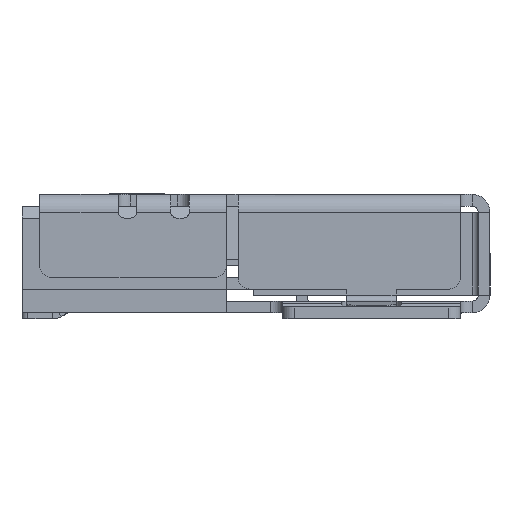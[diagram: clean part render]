
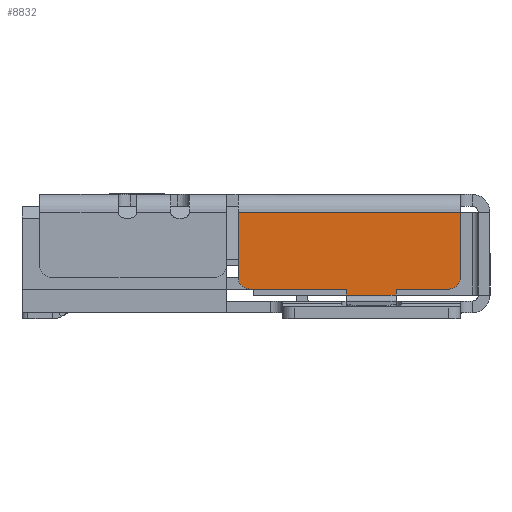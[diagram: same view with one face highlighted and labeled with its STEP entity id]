
A CAD part, left-side view. The second image highlights one B-rep face of the part: STEP entity #8832.
In plain terms, the highlighted planar face has unit normal (-1, 0, 0).
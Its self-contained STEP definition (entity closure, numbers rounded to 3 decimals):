
#345 = CARTESIAN_POINT ( 'NONE',  ( -7., -0.272, -0.7 ) ) ;
#653 = DIRECTION ( 'NONE',  ( 0., 0., -1. ) ) ;
#1708 = ORIENTED_EDGE ( 'NONE', *, *, #4910, .T. ) ;
#2100 = VERTEX_POINT ( 'NONE', #22723 ) ;
#2208 = LINE ( 'NONE', #13317, #7308 ) ;
#2847 = CARTESIAN_POINT ( 'NONE',  ( -7., -2.147, -0.8 ) ) ;
#3808 = VERTEX_POINT ( 'NONE', #18897 ) ;
#3959 = ORIENTED_EDGE ( 'NONE', *, *, #4456, .T. ) ;
#4099 = VERTEX_POINT ( 'NONE', #23608 ) ;
#4456 = EDGE_CURVE ( 'NONE', #18081, #18022, #21580, .T. ) ;
#4594 = CARTESIAN_POINT ( 'NONE',  ( -7., -2.047, -0.8 ) ) ;
#4910 = EDGE_CURVE ( 'NONE', #29695, #2100, #2208, .T. ) ;
#5566 = ORIENTED_EDGE ( 'NONE', *, *, #22205, .F. ) ;
#6666 = LINE ( 'NONE', #28322, #14595 ) ;
#7215 = DIRECTION ( 'NONE',  ( -1., 0., 0. ) ) ;
#7285 = DIRECTION ( 'NONE',  ( -1., 0., 0. ) ) ;
#7308 = VECTOR ( 'NONE', #16192, 1000. ) ;
#7702 = VERTEX_POINT ( 'NONE', #24172 ) ;
#7862 = AXIS2_PLACEMENT_3D ( 'NONE', #34291, #7285, #9800 ) ;
#8191 = EDGE_CURVE ( 'NONE', #7702, #32661, #21445, .T. ) ;
#8489 = DIRECTION ( 'NONE',  ( 0., 0., 1. ) ) ;
#8832 = ADVANCED_FACE ( 'NONE', ( #25994 ), #34219, .T. ) ;
#9800 = DIRECTION ( 'NONE',  ( 0., 0., 1. ) ) ;
#9895 = DIRECTION ( 'NONE',  ( 0., 1., 0. ) ) ;
#10973 = DIRECTION ( 'NONE',  ( 0., 1., 0. ) ) ;
#11062 = CARTESIAN_POINT ( 'NONE',  ( -7., -0.272, -0.1 ) ) ;
#11371 = ORIENTED_EDGE ( 'NONE', *, *, #14252, .F. ) ;
#13317 = CARTESIAN_POINT ( 'NONE',  ( -7., -1.605, -0.85 ) ) ;
#13625 = DIRECTION ( 'NONE',  ( 0., 0., 1. ) ) ;
#13653 = CARTESIAN_POINT ( 'NONE',  ( -7., -0.372, -0.8 ) ) ;
#14252 = EDGE_CURVE ( 'NONE', #21596, #4099, #19097, .T. ) ;
#14333 = ORIENTED_EDGE ( 'NONE', *, *, #32595, .F. ) ;
#14595 = VECTOR ( 'NONE', #9895, 1000. ) ;
#15029 = ORIENTED_EDGE ( 'NONE', *, *, #15669, .T. ) ;
#15659 = AXIS2_PLACEMENT_3D ( 'NONE', #19027, #16035, #8489 ) ;
#15669 = EDGE_CURVE ( 'NONE', #17329, #4099, #6666, .T. ) ;
#16011 = EDGE_CURVE ( 'NONE', #18081, #2100, #22577, .T. ) ;
#16035 = DIRECTION ( 'NONE',  ( -1., 0., 0. ) ) ;
#16192 = DIRECTION ( 'NONE',  ( 0., 0., 1. ) ) ;
#16960 = DIRECTION ( 'NONE',  ( 0., 0., 1. ) ) ;
#17329 = VERTEX_POINT ( 'NONE', #21765 ) ;
#17411 = CARTESIAN_POINT ( 'NONE',  ( -7., 0., 0. ) ) ;
#17564 = ORIENTED_EDGE ( 'NONE', *, *, #19348, .F. ) ;
#18022 = VERTEX_POINT ( 'NONE', #31270 ) ;
#18081 = VERTEX_POINT ( 'NONE', #4594 ) ;
#18897 = CARTESIAN_POINT ( 'NONE',  ( -7., -1.185, -0.85 ) ) ;
#18904 = VECTOR ( 'NONE', #16960, 1000. ) ;
#19027 = CARTESIAN_POINT ( 'NONE',  ( -7., -0.372, -0.7 ) ) ;
#19097 = LINE ( 'NONE', #11062, #18904 ) ;
#19348 = EDGE_CURVE ( 'NONE', #3808, #7702, #29539, .T. ) ;
#19642 = CIRCLE ( 'NONE', #15659, 0.1 ) ;
#19833 = LINE ( 'NONE', #2847, #20233 ) ;
#20233 = VECTOR ( 'NONE', #653, 1000. ) ;
#21260 = DIRECTION ( 'NONE',  ( 0., 1., 0. ) ) ;
#21445 = LINE ( 'NONE', #21633, #21503 ) ;
#21503 = VECTOR ( 'NONE', #21260, 1000. ) ;
#21580 = CIRCLE ( 'NONE', #7862, 0.1 ) ;
#21596 = VERTEX_POINT ( 'NONE', #345 ) ;
#21633 = CARTESIAN_POINT ( 'NONE',  ( -7., -0.272, -0.8 ) ) ;
#21765 = CARTESIAN_POINT ( 'NONE',  ( -7., -2.147, -0.15 ) ) ;
#22205 = EDGE_CURVE ( 'NONE', #17329, #18022, #19833, .T. ) ;
#22577 = LINE ( 'NONE', #25100, #33429 ) ;
#22723 = CARTESIAN_POINT ( 'NONE',  ( -7., -1.605, -0.8 ) ) ;
#23508 = DIRECTION ( 'NONE',  ( 0., 0., 1. ) ) ;
#23608 = CARTESIAN_POINT ( 'NONE',  ( -7., -0.272, -0.15 ) ) ;
#24172 = CARTESIAN_POINT ( 'NONE',  ( -7., -1.185, -0.8 ) ) ;
#24863 = CARTESIAN_POINT ( 'NONE',  ( -7., -1.185, -0.85 ) ) ;
#25100 = CARTESIAN_POINT ( 'NONE',  ( -7., -0.272, -0.8 ) ) ;
#25518 = AXIS2_PLACEMENT_3D ( 'NONE', #17411, #7215, #23508 ) ;
#25680 = ORIENTED_EDGE ( 'NONE', *, *, #28590, .T. ) ;
#25994 = FACE_OUTER_BOUND ( 'NONE', #34087, .T. ) ;
#27577 = CARTESIAN_POINT ( 'NONE',  ( -7., -1.605, -0.85 ) ) ;
#28322 = CARTESIAN_POINT ( 'NONE',  ( -7., 0., -0.15 ) ) ;
#28437 = CARTESIAN_POINT ( 'NONE',  ( -7., -1.605, -0.85 ) ) ;
#28590 = EDGE_CURVE ( 'NONE', #21596, #32661, #19642, .T. ) ;
#29290 = VECTOR ( 'NONE', #13625, 1000. ) ;
#29539 = LINE ( 'NONE', #24863, #29290 ) ;
#29695 = VERTEX_POINT ( 'NONE', #28437 ) ;
#30153 = VECTOR ( 'NONE', #33133, 1000. ) ;
#30552 = ORIENTED_EDGE ( 'NONE', *, *, #16011, .F. ) ;
#31270 = CARTESIAN_POINT ( 'NONE',  ( -7., -2.147, -0.7 ) ) ;
#32595 = EDGE_CURVE ( 'NONE', #29695, #3808, #32949, .T. ) ;
#32661 = VERTEX_POINT ( 'NONE', #13653 ) ;
#32949 = LINE ( 'NONE', #27577, #30153 ) ;
#33133 = DIRECTION ( 'NONE',  ( 0., 1., 0. ) ) ;
#33429 = VECTOR ( 'NONE', #10973, 1000. ) ;
#33574 = ORIENTED_EDGE ( 'NONE', *, *, #8191, .F. ) ;
#34087 = EDGE_LOOP ( 'NONE', ( #30552, #3959, #5566, #15029, #11371, #25680, #33574, #17564, #14333, #1708 ) ) ;
#34219 = PLANE ( 'NONE',  #25518 ) ;
#34291 = CARTESIAN_POINT ( 'NONE',  ( -7., -2.047, -0.7 ) ) ;
